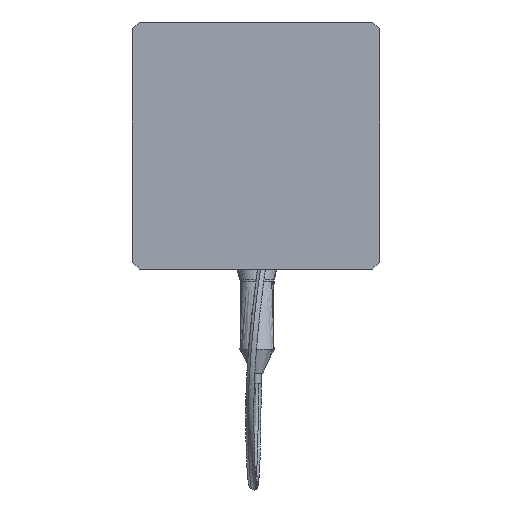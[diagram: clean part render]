
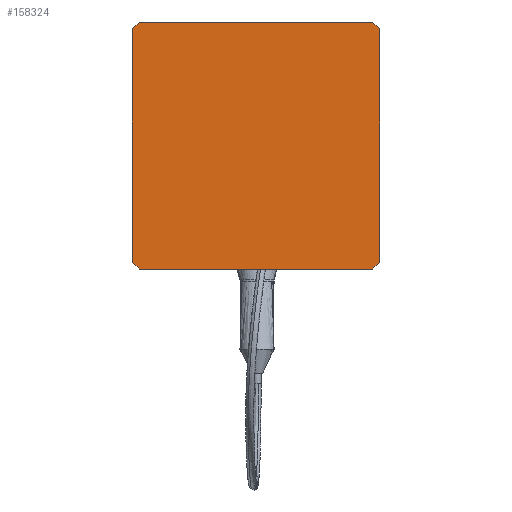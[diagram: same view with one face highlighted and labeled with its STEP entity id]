
A CAD part, front view. The second image highlights one B-rep face of the part: STEP entity #158324.
In plain terms, the highlighted free-form (B-spline) face has degree [1, 1] with [2, 2] control points.
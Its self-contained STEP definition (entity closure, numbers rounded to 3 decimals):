
#158216 = EDGE_CURVE('',#158217,#158219,#158221,.T.);
#158217 = VERTEX_POINT('',#158218);
#158218 = CARTESIAN_POINT('',(180.518,-349.604,
    -217.287));
#158219 = VERTEX_POINT('',#158220);
#158220 = CARTESIAN_POINT('',(180.518,-349.604,
    126.614));
#158221 = B_SPLINE_CURVE_WITH_KNOTS('',1,(#158222,#158223),
  .UNSPECIFIED.,.F.,.F.,(2,2),(-170.668,170.671),
  .PIECEWISE_BEZIER_KNOTS.);
#158222 = CARTESIAN_POINT('',(180.518,-349.604,
    -217.287));
#158223 = CARTESIAN_POINT('',(180.518,-349.604,
    126.614));
#158246 = VERTEX_POINT('',#158247);
#158247 = CARTESIAN_POINT('',(-173.463,-349.604,
    136.691));
#158252 = EDGE_CURVE('',#158246,#158253,#158255,.T.);
#158253 = VERTEX_POINT('',#158254);
#158254 = CARTESIAN_POINT('',(170.438,-349.604,
    136.691));
#158255 = B_SPLINE_CURVE_WITH_KNOTS('',1,(#158256,#158257),
  .UNSPECIFIED.,.F.,.F.,(2,2),(-170.671,170.668),
  .PIECEWISE_BEZIER_KNOTS.);
#158256 = CARTESIAN_POINT('',(-173.463,-349.604,
    136.691));
#158257 = CARTESIAN_POINT('',(170.438,-349.604,
    136.691));
#158274 = VERTEX_POINT('',#158275);
#158275 = CARTESIAN_POINT('',(-183.54,-349.604,
    -217.29));
#158280 = EDGE_CURVE('',#158274,#158281,#158283,.T.);
#158281 = VERTEX_POINT('',#158282);
#158282 = CARTESIAN_POINT('',(-183.54,-349.604,
    126.611));
#158283 = B_SPLINE_CURVE_WITH_KNOTS('',1,(#158284,#158285),
  .UNSPECIFIED.,.F.,.F.,(2,2),(-170.671,170.668),
  .PIECEWISE_BEZIER_KNOTS.);
#158284 = CARTESIAN_POINT('',(-183.54,-349.604,
    -217.29));
#158285 = CARTESIAN_POINT('',(-183.54,-349.604,
    126.611));
#158302 = VERTEX_POINT('',#158303);
#158303 = CARTESIAN_POINT('',(170.441,-349.604,
    -227.366));
#158308 = EDGE_CURVE('',#158309,#158302,#158311,.T.);
#158309 = VERTEX_POINT('',#158310);
#158310 = CARTESIAN_POINT('',(-173.46,-349.604,
    -227.366));
#158311 = B_SPLINE_CURVE_WITH_KNOTS('',1,(#158312,#158313),
  .UNSPECIFIED.,.F.,.F.,(2,2),(-170.668,170.671),
  .PIECEWISE_BEZIER_KNOTS.);
#158312 = CARTESIAN_POINT('',(-173.46,-349.604,
    -227.366));
#158313 = CARTESIAN_POINT('',(170.441,-349.604,
    -227.366));
#158324 = ADVANCED_FACE('',(#158325),#158351,.F.);
#158325 = FACE_BOUND('',#158326,.T.);
#158326 = EDGE_LOOP('',(#158327,#158328,#158333,#158334,#158339,#158340,
    #158345,#158346));
#158327 = ORIENTED_EDGE('',*,*,#158308,.T.);
#158328 = ORIENTED_EDGE('',*,*,#158329,.T.);
#158329 = EDGE_CURVE('',#158302,#158217,#158330,.T.);
#158330 = B_SPLINE_CURVE_WITH_KNOTS('',1,(#158331,#158332),
  .UNSPECIFIED.,.F.,.F.,(2,2),(-14.148,-0.001),
  .PIECEWISE_BEZIER_KNOTS.);
#158331 = CARTESIAN_POINT('',(170.441,-349.604,
    -227.366));
#158332 = CARTESIAN_POINT('',(180.518,-349.604,
    -217.287));
#158333 = ORIENTED_EDGE('',*,*,#158216,.T.);
#158334 = ORIENTED_EDGE('',*,*,#158335,.T.);
#158335 = EDGE_CURVE('',#158219,#158253,#158336,.T.);
#158336 = B_SPLINE_CURVE_WITH_KNOTS('',1,(#158337,#158338),
  .UNSPECIFIED.,.F.,.F.,(2,2),(-14.148,-0.001),
  .PIECEWISE_BEZIER_KNOTS.);
#158337 = CARTESIAN_POINT('',(180.518,-349.604,
    126.614));
#158338 = CARTESIAN_POINT('',(170.438,-349.604,
    136.691));
#158339 = ORIENTED_EDGE('',*,*,#158252,.F.);
#158340 = ORIENTED_EDGE('',*,*,#158341,.T.);
#158341 = EDGE_CURVE('',#158246,#158281,#158342,.T.);
#158342 = B_SPLINE_CURVE_WITH_KNOTS('',1,(#158343,#158344),
  .UNSPECIFIED.,.F.,.F.,(2,2),(-14.148,-0.001),
  .PIECEWISE_BEZIER_KNOTS.);
#158343 = CARTESIAN_POINT('',(-173.463,-349.604,
    136.691));
#158344 = CARTESIAN_POINT('',(-183.54,-349.604,
    126.611));
#158345 = ORIENTED_EDGE('',*,*,#158280,.F.);
#158346 = ORIENTED_EDGE('',*,*,#158347,.T.);
#158347 = EDGE_CURVE('',#158274,#158309,#158348,.T.);
#158348 = B_SPLINE_CURVE_WITH_KNOTS('',1,(#158349,#158350),
  .UNSPECIFIED.,.F.,.F.,(2,2),(-14.148,-0.001),
  .PIECEWISE_BEZIER_KNOTS.);
#158349 = CARTESIAN_POINT('',(-183.54,-349.604,
    -217.29));
#158350 = CARTESIAN_POINT('',(-173.46,-349.604,
    -227.366));
#158351 = B_SPLINE_SURFACE_WITH_KNOTS('',1,1,(
    (#158352,#158353)
    ,(#158354,#158355
    )),.UNSPECIFIED.,.F.,.F.,.F.,(2,2),(2,2),(-180.673,
    180.673),(-180.673,180.673),
  .PIECEWISE_BEZIER_KNOTS.);
#158352 = CARTESIAN_POINT('',(-183.54,-349.604,
    -227.366));
#158353 = CARTESIAN_POINT('',(180.518,-349.604,
    -227.366));
#158354 = CARTESIAN_POINT('',(-183.54,-349.604,
    136.691));
#158355 = CARTESIAN_POINT('',(180.518,-349.604,
    136.691));
